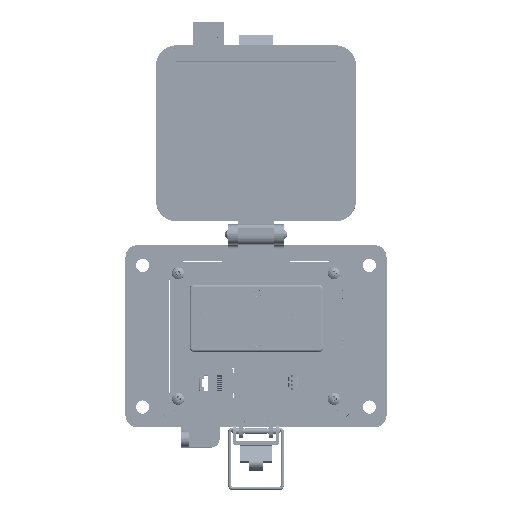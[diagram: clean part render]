
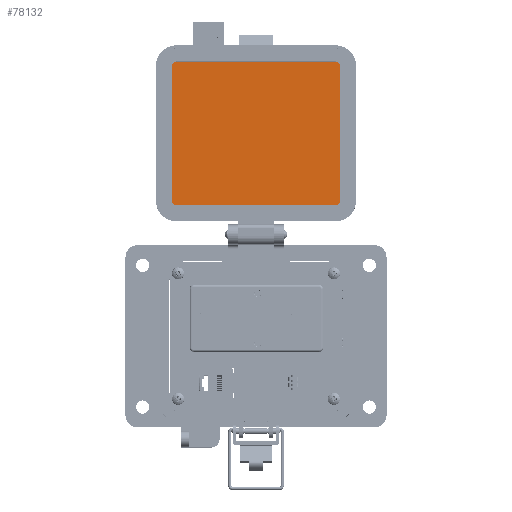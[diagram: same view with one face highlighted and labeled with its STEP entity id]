
A CAD part, top view. The second image highlights one B-rep face of the part: STEP entity #78132.
In plain terms, the highlighted planar face has unit normal (0, 0, 1).
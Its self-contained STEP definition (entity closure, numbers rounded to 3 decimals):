
#1956 = EDGE_CURVE ( 'NONE', #145955, #226383, #120908, .T. ) ;
#4691 = VERTEX_POINT ( 'NONE', #119643 ) ;
#11105 = CIRCLE ( 'NONE', #155160, 2.299 ) ;
#12877 = PLANE ( 'NONE',  #218732 ) ;
#14058 = CARTESIAN_POINT ( 'NONE',  ( 39.871, 130.108, 19.202 ) ) ;
#14922 = DIRECTION ( 'NONE',  ( 1., 0., 0. ) ) ;
#19715 = VECTOR ( 'NONE', #163681, 1000. ) ;
#19898 = DIRECTION ( 'NONE',  ( -1., 0., 0. ) ) ;
#36600 = CARTESIAN_POINT ( 'NONE',  ( -3.279, 57.705, 19.202 ) ) ;
#36798 = CARTESIAN_POINT ( 'NONE',  ( 35.912, 57.705, 19.202 ) ) ;
#48830 = VERTEX_POINT ( 'NONE', #66339 ) ;
#49624 = DIRECTION ( 'NONE',  ( 0., 0., -1. ) ) ;
#50287 = ORIENTED_EDGE ( 'NONE', *, *, #60655, .F. ) ;
#56724 = AXIS2_PLACEMENT_3D ( 'NONE', #83709, #140638, #157310 ) ;
#60655 = EDGE_CURVE ( 'NONE', #4691, #190802, #113664, .T. ) ;
#64523 = CARTESIAN_POINT ( 'NONE',  ( 35.912, 126.389, 19.202 ) ) ;
#66339 = CARTESIAN_POINT ( 'NONE',  ( -42.469, 57.705, 19.202 ) ) ;
#78132 = ADVANCED_FACE ( 'NONE', ( #175555 ), #12877, .T. ) ;
#79705 = DIRECTION ( 'NONE',  ( 0., -1., 0. ) ) ;
#81816 = CARTESIAN_POINT ( 'NONE',  ( 38.212, 93.196, 19.202 ) ) ;
#83709 = CARTESIAN_POINT ( 'NONE',  ( -42.469, 60.004, 19.202 ) ) ;
#86491 = DIRECTION ( 'NONE',  ( 0., 0., 1. ) ) ;
#95489 = DIRECTION ( 'NONE',  ( 1., 0., 0. ) ) ;
#97546 = CARTESIAN_POINT ( 'NONE',  ( 35.912, 60.004, 19.202 ) ) ;
#104164 = ORIENTED_EDGE ( 'NONE', *, *, #1956, .F. ) ;
#109550 = DIRECTION ( 'NONE',  ( 0., 1., 0. ) ) ;
#113664 = CIRCLE ( 'NONE', #136331, 2.299 ) ;
#119643 = CARTESIAN_POINT ( 'NONE',  ( -44.769, 126.389, 19.202 ) ) ;
#120908 = LINE ( 'NONE', #81816, #221440 ) ;
#123565 = EDGE_CURVE ( 'NONE', #190802, #154173, #196568, .T. ) ;
#126235 = EDGE_CURVE ( 'NONE', #217511, #4691, #159484, .T. ) ;
#126348 = VECTOR ( 'NONE', #109550, 1000. ) ;
#128956 = ORIENTED_EDGE ( 'NONE', *, *, #126235, .F. ) ;
#130038 = EDGE_CURVE ( 'NONE', #154173, #145955, #138785, .T. ) ;
#130477 = EDGE_CURVE ( 'NONE', #226383, #189780, #11105, .T. ) ;
#131776 = EDGE_CURVE ( 'NONE', #48830, #217511, #208439, .T. ) ;
#136331 = AXIS2_PLACEMENT_3D ( 'NONE', #230231, #49624, #193379 ) ;
#138785 = CIRCLE ( 'NONE', #222442, 2.299 ) ;
#140638 = DIRECTION ( 'NONE',  ( 0., 0., -1. ) ) ;
#145955 = VERTEX_POINT ( 'NONE', #205263 ) ;
#149490 = CARTESIAN_POINT ( 'NONE',  ( 35.912, 128.688, 19.202 ) ) ;
#151252 = DIRECTION ( 'NONE',  ( 0., 0., -1. ) ) ;
#154173 = VERTEX_POINT ( 'NONE', #149490 ) ;
#155160 = AXIS2_PLACEMENT_3D ( 'NONE', #97546, #169984, #79705 ) ;
#157310 = DIRECTION ( 'NONE',  ( 1., 0., 0. ) ) ;
#159484 = LINE ( 'NONE', #231950, #126348 ) ;
#163681 = DIRECTION ( 'NONE',  ( -1., 0., 0. ) ) ;
#165111 = CARTESIAN_POINT ( 'NONE',  ( -44.769, 60.004, 19.202 ) ) ;
#169984 = DIRECTION ( 'NONE',  ( 0., 0., -1. ) ) ;
#175530 = VECTOR ( 'NONE', #14922, 1000. ) ;
#175555 = FACE_OUTER_BOUND ( 'NONE', #197147, .T. ) ;
#180140 = ORIENTED_EDGE ( 'NONE', *, *, #197800, .F. ) ;
#180594 = CARTESIAN_POINT ( 'NONE',  ( -42.469, 128.688, 19.202 ) ) ;
#182662 = LINE ( 'NONE', #36600, #19715 ) ;
#186760 = ORIENTED_EDGE ( 'NONE', *, *, #130038, .F. ) ;
#189780 = VERTEX_POINT ( 'NONE', #36798 ) ;
#189833 = DIRECTION ( 'NONE',  ( 0., -1., 0. ) ) ;
#190802 = VERTEX_POINT ( 'NONE', #180594 ) ;
#193379 = DIRECTION ( 'NONE',  ( 0., -1., 0. ) ) ;
#194224 = CARTESIAN_POINT ( 'NONE',  ( -3.279, 128.688, 19.202 ) ) ;
#194982 = ORIENTED_EDGE ( 'NONE', *, *, #123565, .F. ) ;
#196568 = LINE ( 'NONE', #194224, #175530 ) ;
#197147 = EDGE_LOOP ( 'NONE', ( #206302, #104164, #186760, #194982, #50287, #128956, #214738, #180140 ) ) ;
#197800 = EDGE_CURVE ( 'NONE', #189780, #48830, #182662, .T. ) ;
#198637 = CARTESIAN_POINT ( 'NONE',  ( 38.212, 60.004, 19.202 ) ) ;
#205263 = CARTESIAN_POINT ( 'NONE',  ( 38.212, 126.389, 19.202 ) ) ;
#206302 = ORIENTED_EDGE ( 'NONE', *, *, #130477, .F. ) ;
#208439 = CIRCLE ( 'NONE', #56724, 2.299 ) ;
#214738 = ORIENTED_EDGE ( 'NONE', *, *, #131776, .F. ) ;
#217511 = VERTEX_POINT ( 'NONE', #165111 ) ;
#218732 = AXIS2_PLACEMENT_3D ( 'NONE', #14058, #86491, #19898 ) ;
#221440 = VECTOR ( 'NONE', #189833, 1000. ) ;
#222442 = AXIS2_PLACEMENT_3D ( 'NONE', #64523, #151252, #95489 ) ;
#226383 = VERTEX_POINT ( 'NONE', #198637 ) ;
#230231 = CARTESIAN_POINT ( 'NONE',  ( -42.469, 126.389, 19.202 ) ) ;
#231950 = CARTESIAN_POINT ( 'NONE',  ( -44.769, 93.196, 19.202 ) ) ;
